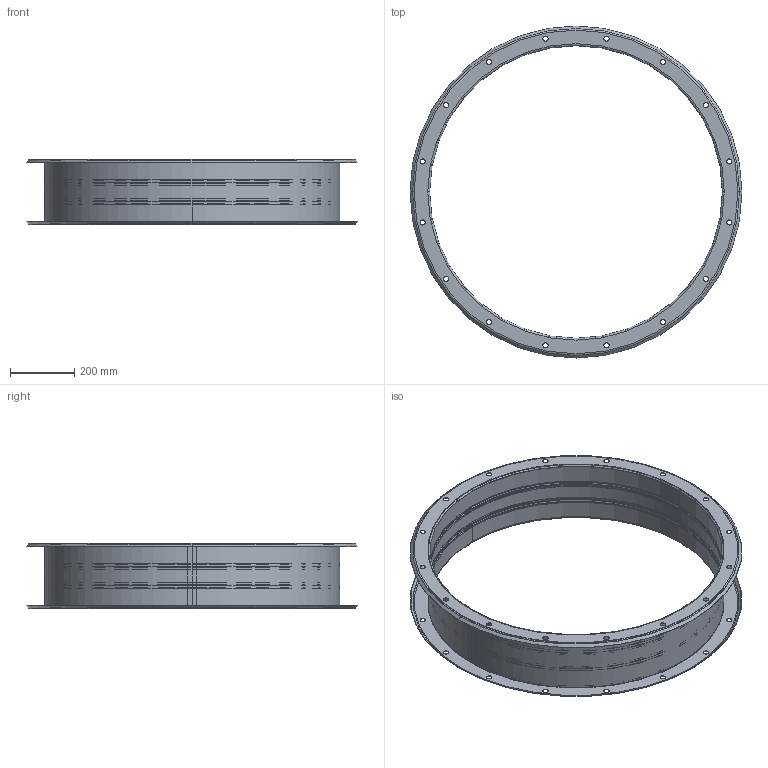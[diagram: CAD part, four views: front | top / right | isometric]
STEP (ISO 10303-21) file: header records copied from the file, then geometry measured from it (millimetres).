
FILE_DESCRIPTION (( 'STEP AP203' ), '1' );
FILE_NAME ('1SU5900_CCga 90.STEP', '2022-02-25T09:02:55', ( '' ), ( '' ), 'SwSTEP 2.0', 'SolidWorks 2018', '' );
FILE_SCHEMA (( 'CONFIG_CONTROL_DESIGN' ));
Length unit declared in the file: millimetre
Products named in the file (3): C263C_Fascia per giunto antivibrante STD_5FA1072 - Fascia per giunto antivibrante STD CC 900; B752A_8BO1590_Flangia con collare CCFC 90; 1SU5900_CCga 90
Assembly tree (3 placements, depth 2):
  1SU5900_CCga 90
    B752A_8BO1590_Flangia con collare CCFC 90  x2
    C263C_Fascia per giunto antivibrante STD_5FA1072 - Fascia per giunto antivibrante STD CC 900
Bounding box: 1030 x 1030 x 203 mm (x, y, z)
Volume: 1533723 mm3; surface area: 2831712.5 mm2
Topology: 3 solids, 3 shells, 147 faces, 361 edges, 222 vertices
Faces by surface type: cylinder 85, torus 40, cone 12, plane 10
Entity records: 2754 total; most frequent: DIRECTION 493, CARTESIAN_POINT 393, ORIENTED_EDGE 382, AXIS2_PLACEMENT_3D 218, EDGE_CURVE 191, CIRCLE 134, VERTEX_POINT 118, EDGE_LOOP 115
